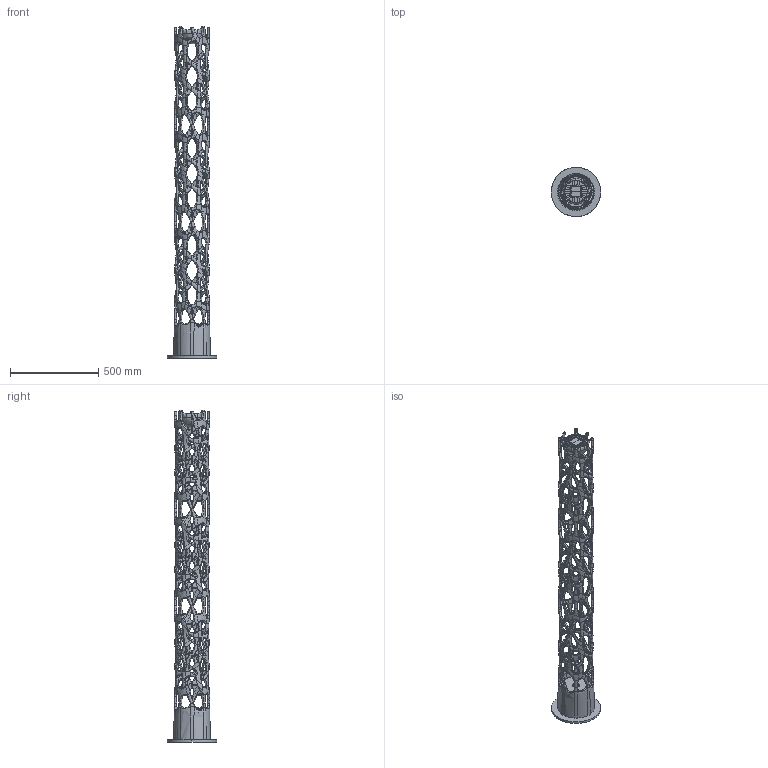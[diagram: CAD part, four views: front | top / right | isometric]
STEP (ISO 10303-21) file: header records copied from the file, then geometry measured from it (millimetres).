
FILE_DESCRIPTION(/* description */ (''),/* implementation_level */ '2;1');
FILE_NAME(/* name */ 'new nature 4',/* time_stamp */ '2013-12-11T15:08:53+01:00',/* author */ (''),/* organization */ (''),/* preprocessor_version */ 'ST-DEVELOPER v10',/* originating_system */ '',/* authorisation */ '');
FILE_SCHEMA (('AUTOMOTIVE_DESIGN'));
Products named in the file (1): 1
Bounding box: 279.8 x 279.32 x 1878.66 mm (x, y, z)
Volume: 1419414.1 mm3; surface area: 1670319.2 mm2
Topology: 5 solids, 19 shells, 2126 faces, 4859 edges, 2493 vertices
Faces by surface type: bspline 1900, plane 226
Entity records: 270738 total; most frequent: CARTESIAN_POINT 242437, ORIENTED_EDGE 9372, EDGE_CURVE 4838, B_SPLINE_CURVE_WITH_KNOTS 2977, VERTEX_POINT 2487, EDGE_LOOP 2189, ADVANCED_FACE 2126, FACE_OUTER_BOUND 2126
